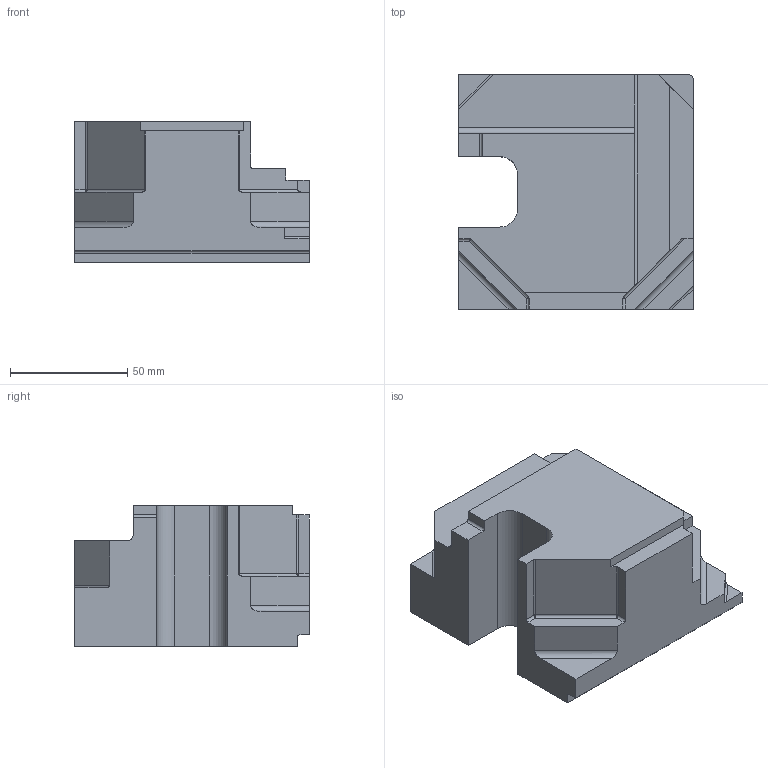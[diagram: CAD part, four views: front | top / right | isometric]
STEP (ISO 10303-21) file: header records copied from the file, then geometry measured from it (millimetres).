
FILE_DESCRIPTION(/* description */ (''),/* implementation_level */ '2;1');
FILE_NAME(/* name */ 'test-shoulder_04.step',/* time_stamp */ '2022-04-26T15:25:25+03:00',/* author */ (''),/* organization */ (''),/* preprocessor_version */ 'ST-DEVELOPER v18.1',/* originating_system */ 'Autodesk Translation Framework v10.14.0.1471',/* authorisation */ '');
FILE_SCHEMA (('AUTOMOTIVE_DESIGN { 1 0 10303 214 3 1 1 }'));
Length unit declared in the file: millimetre
Products named in the file (1): (Unsaved)
Bounding box: 100 x 100 x 60 mm (x, y, z)
Volume: 433523.6 mm3; surface area: 41421.4 mm2
Topology: 1 solids, 1 shells, 62 faces, 171 edges, 111 vertices
Faces by surface type: plane 40, cylinder 19, sphere 3
Entity records: 1994 total; most frequent: CARTESIAN_POINT 345, ORIENTED_EDGE 342, DIRECTION 335, EDGE_CURVE 171, LINE 133, VECTOR 133, VERTEX_POINT 111, AXIS2_PLACEMENT_3D 101
